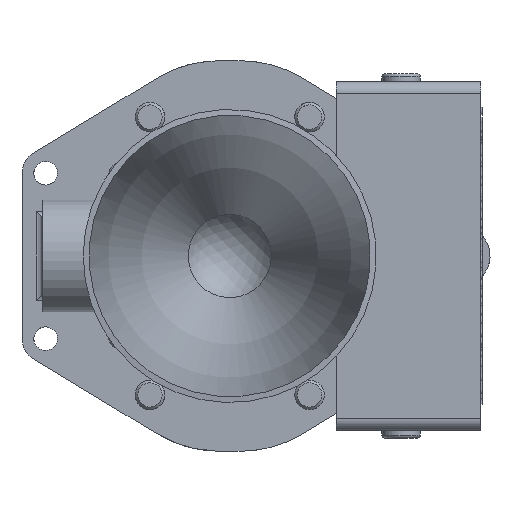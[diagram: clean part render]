
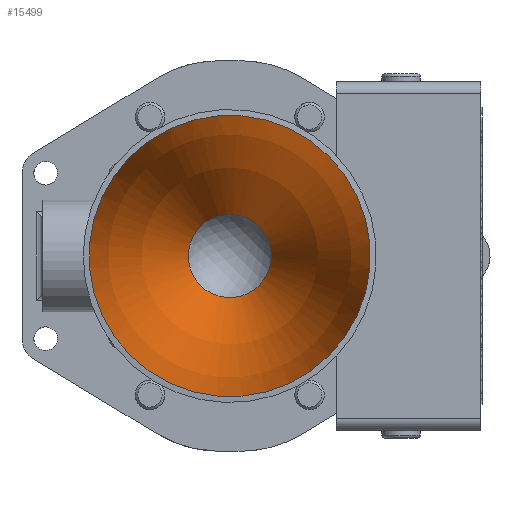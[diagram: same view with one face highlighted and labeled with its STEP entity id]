
A CAD part, front view. The second image highlights one B-rep face of the part: STEP entity #15499.
In plain terms, the highlighted toroidal (fillet/blend) face has major radius 120.3 mm and minor radius 145 mm.
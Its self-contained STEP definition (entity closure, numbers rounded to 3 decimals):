
#4313 = AXIS2_PLACEMENT_3D ( 'NONE', #27091, #20063, #54150 ) ;
#5003 = DIRECTION ( 'NONE',  ( 0.707, 0., 0.707 ) ) ;
#7602 = CARTESIAN_POINT ( 'NONE',  ( 16.828, -91.6, 16.828 ) ) ;
#13053 = CARTESIAN_POINT ( 'NONE',  ( 4.967, -38.366, 4.967 ) ) ;
#15499 = ADVANCED_FACE ( 'NONE', ( #33622, #92969 ), #50907, .F. ) ;
#19543 = DIRECTION ( 'NONE',  ( 0., -1., 0. ) ) ;
#20063 = DIRECTION ( 'NONE',  ( 0., -1., 0. ) ) ;
#20947 = EDGE_LOOP ( 'NONE', ( #93555 ) ) ;
#21647 = ORIENTED_EDGE ( 'NONE', *, *, #70295, .F. ) ;
#26132 = CIRCLE ( 'NONE', #67610, 23.798 ) ;
#27091 = CARTESIAN_POINT ( 'NONE',  ( 0., -107.744, 0. ) ) ;
#32667 = CIRCLE ( 'NONE', #36182, 7.025 ) ;
#33622 = FACE_OUTER_BOUND ( 'NONE', #20947, .T. ) ;
#36182 = AXIS2_PLACEMENT_3D ( 'NONE', #87049, #19543, #5003 ) ;
#47146 = VERTEX_POINT ( 'NONE', #13053 ) ;
#47458 = CARTESIAN_POINT ( 'NONE',  ( 0., -91.6, 0. ) ) ;
#50859 = VERTEX_POINT ( 'NONE', #7602 ) ;
#50907 = TOROIDAL_SURFACE ( 'NONE', #4313, -120.3, 145. ) ;
#54150 = DIRECTION ( 'NONE',  ( 0.707, 0., 0.707 ) ) ;
#67610 = AXIS2_PLACEMENT_3D ( 'NONE', #47458, #71703, #95438 ) ;
#67876 = EDGE_LOOP ( 'NONE', ( #21647 ) ) ;
#70295 = EDGE_CURVE ( 'NONE', #47146, #47146, #32667, .T. ) ;
#71703 = DIRECTION ( 'NONE',  ( 0., -1., 0. ) ) ;
#87049 = CARTESIAN_POINT ( 'NONE',  ( 0., -38.366, 0. ) ) ;
#87871 = EDGE_CURVE ( 'NONE', #50859, #50859, #26132, .T. ) ;
#92969 = FACE_OUTER_BOUND ( 'NONE', #67876, .T. ) ;
#93555 = ORIENTED_EDGE ( 'NONE', *, *, #87871, .T. ) ;
#95438 = DIRECTION ( 'NONE',  ( 0.707, 0., 0.707 ) ) ;
